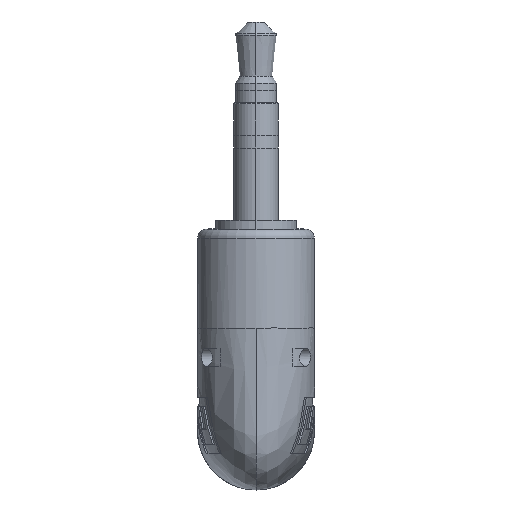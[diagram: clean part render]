
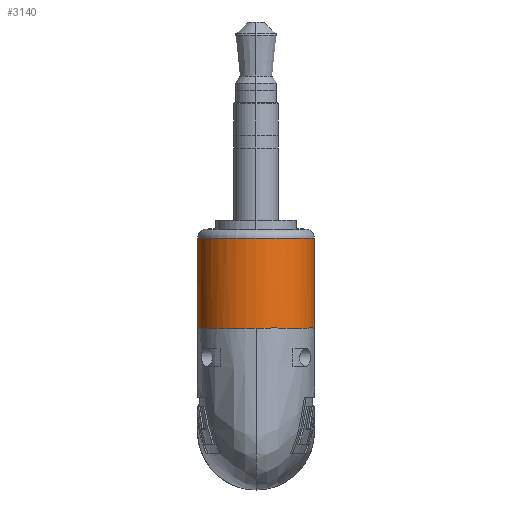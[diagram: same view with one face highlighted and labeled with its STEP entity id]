
A CAD part, left-side view. The second image highlights one B-rep face of the part: STEP entity #3140.
In plain terms, the highlighted cylindrical face has radius 3.25 mm (diameter 6.5 mm), a partial arc.
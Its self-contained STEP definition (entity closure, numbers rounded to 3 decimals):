
#1752 = ORIENTED_EDGE ( 'NONE', *, *, #21636, .F. ) ;
#1961 = CARTESIAN_POINT ( 'NONE',  ( -3.081, 1.276, 8. ) ) ;
#1985 = CARTESIAN_POINT ( 'NONE',  ( -2.358, 2.358, 8. ) ) ;
#2257 = B_SPLINE_CURVE_WITH_KNOTS ( 'NONE', 3,
 ( #26359, #19422, #3566, #19607, #26163, #17005, #10497 ),
 .UNSPECIFIED., .F., .F.,
 ( 4, 1, 1, 1, 4 ),
 ( 0.75, 0.813, 0.875, 0.938, 1. ),
 .UNSPECIFIED. ) ;
#2289 = DIRECTION ( 'NONE',  ( -1., 0., 0. ) ) ;
#2743 = VECTOR ( 'NONE', #23905, 1000. ) ;
#3140 = ADVANCED_FACE ( 'NONE', ( #14983 ), #10686, .T. ) ;
#3566 = CARTESIAN_POINT ( 'NONE',  ( 3.081, 1.276, 8. ) ) ;
#4092 = AXIS2_PLACEMENT_3D ( 'NONE', #18010, #15997, #2289 ) ;
#6735 = DIRECTION ( 'NONE',  ( 1., 0., 0. ) ) ;
#6819 = VECTOR ( 'NONE', #23912, 1000. ) ;
#6885 = VERTEX_POINT ( 'NONE', #24908 ) ;
#8263 = CIRCLE ( 'NONE', #28119, 3.25 ) ;
#8649 = CARTESIAN_POINT ( 'NONE',  ( 0., 3.25, 8. ) ) ;
#8665 = CARTESIAN_POINT ( 'NONE',  ( -3.25, 0., 3. ) ) ;
#8668 = CARTESIAN_POINT ( 'NONE',  ( -1.276, 3.081, 8. ) ) ;
#10036 = LINE ( 'NONE', #23711, #6819 ) ;
#10109 = B_SPLINE_CURVE_WITH_KNOTS ( 'NONE', 3,
 ( #15523, #22511, #8668, #1985, #1961, #17611, #22300 ),
 .UNSPECIFIED., .F., .F.,
 ( 4, 1, 1, 1, 4 ),
 ( 0., 0.063, 0.125, 0.187, 0.25 ),
 .UNSPECIFIED. ) ;
#10166 = VERTEX_POINT ( 'NONE', #8649 ) ;
#10497 = CARTESIAN_POINT ( 'NONE',  ( 0., 3.25, 8. ) ) ;
#10686 = CYLINDRICAL_SURFACE ( 'NONE', #4092, 3.25 ) ;
#11258 = DIRECTION ( 'NONE',  ( 0., 0., 1. ) ) ;
#11692 = ORIENTED_EDGE ( 'NONE', *, *, #17073, .T. ) ;
#13486 = EDGE_CURVE ( 'NONE', #25274, #13994, #8263, .T. ) ;
#13994 = VERTEX_POINT ( 'NONE', #8665 ) ;
#14227 = CARTESIAN_POINT ( 'NONE',  ( 3.25, 0., 3. ) ) ;
#14712 = EDGE_LOOP ( 'NONE', ( #24446, #11692, #26586, #1752, #25169 ) ) ;
#14874 = CARTESIAN_POINT ( 'NONE',  ( 3.25, 0., 8. ) ) ;
#14983 = FACE_OUTER_BOUND ( 'NONE', #14712, .T. ) ;
#15523 = CARTESIAN_POINT ( 'NONE',  ( 0., 3.25, 8. ) ) ;
#15997 = DIRECTION ( 'NONE',  ( 0., 0., -1. ) ) ;
#16324 = CARTESIAN_POINT ( 'NONE',  ( -3.25, 0., 8. ) ) ;
#17005 = CARTESIAN_POINT ( 'NONE',  ( 0.425, 3.25, 8. ) ) ;
#17073 = EDGE_CURVE ( 'NONE', #6885, #25274, #29332, .T. ) ;
#17611 = CARTESIAN_POINT ( 'NONE',  ( -3.25, 0.425, 8. ) ) ;
#18010 = CARTESIAN_POINT ( 'NONE',  ( 0., 0., 8. ) ) ;
#19422 = CARTESIAN_POINT ( 'NONE',  ( 3.25, 0.425, 8. ) ) ;
#19607 = CARTESIAN_POINT ( 'NONE',  ( 2.358, 2.358, 8. ) ) ;
#21412 = EDGE_CURVE ( 'NONE', #6885, #10166, #2257, .T. ) ;
#21636 = EDGE_CURVE ( 'NONE', #23948, #13994, #10036, .T. ) ;
#22300 = CARTESIAN_POINT ( 'NONE',  ( -3.25, 0., 8. ) ) ;
#22511 = CARTESIAN_POINT ( 'NONE',  ( -0.425, 3.25, 8. ) ) ;
#23711 = CARTESIAN_POINT ( 'NONE',  ( -3.25, 0., 8. ) ) ;
#23905 = DIRECTION ( 'NONE',  ( 0., 0., -1. ) ) ;
#23912 = DIRECTION ( 'NONE',  ( 0., 0., -1. ) ) ;
#23948 = VERTEX_POINT ( 'NONE', #16324 ) ;
#24446 = ORIENTED_EDGE ( 'NONE', *, *, #21412, .F. ) ;
#24908 = CARTESIAN_POINT ( 'NONE',  ( 3.25, 0., 8. ) ) ;
#25000 = CARTESIAN_POINT ( 'NONE',  ( 0., 0., 3. ) ) ;
#25169 = ORIENTED_EDGE ( 'NONE', *, *, #25617, .F. ) ;
#25274 = VERTEX_POINT ( 'NONE', #14227 ) ;
#25617 = EDGE_CURVE ( 'NONE', #10166, #23948, #10109, .T. ) ;
#26163 = CARTESIAN_POINT ( 'NONE',  ( 1.276, 3.081, 8. ) ) ;
#26359 = CARTESIAN_POINT ( 'NONE',  ( 3.25, 0., 8. ) ) ;
#26586 = ORIENTED_EDGE ( 'NONE', *, *, #13486, .T. ) ;
#28119 = AXIS2_PLACEMENT_3D ( 'NONE', #25000, #11258, #6735 ) ;
#29332 = LINE ( 'NONE', #14874, #2743 ) ;
